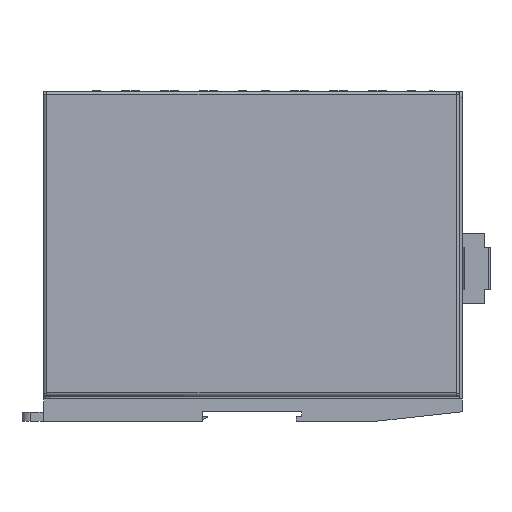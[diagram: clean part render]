
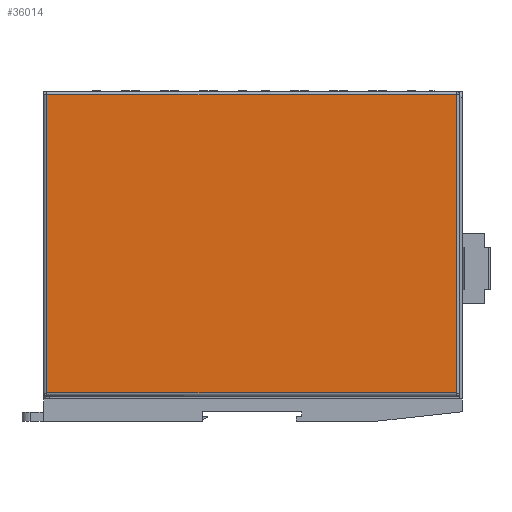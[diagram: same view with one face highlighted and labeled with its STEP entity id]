
A CAD part, front view. The second image highlights one B-rep face of the part: STEP entity #36014.
In plain terms, the highlighted planar face has unit normal (0, -1, 0).
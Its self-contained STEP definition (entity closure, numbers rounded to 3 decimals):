
#392 = CARTESIAN_POINT ( 'NONE',  ( -73.898, -10., -106.9 ) ) ;
#559 = CARTESIAN_POINT ( 'NONE',  ( -75., -10., 1. ) ) ;
#908 = ORIENTED_EDGE ( 'NONE', *, *, #6516, .T. ) ;
#1100 = EDGE_CURVE ( 'NONE', #5310, #16386, #16022, .T. ) ;
#1941 = VERTEX_POINT ( 'NONE', #9536 ) ;
#2366 = LINE ( 'NONE', #34954, #3469 ) ;
#2787 = VERTEX_POINT ( 'NONE', #28105 ) ;
#3084 = ORIENTED_EDGE ( 'NONE', *, *, #27400, .T. ) ;
#3089 = VECTOR ( 'NONE', #27597, 1000. ) ;
#3388 = DIRECTION ( 'NONE',  ( 1., 0., 0. ) ) ;
#3469 = VECTOR ( 'NONE', #15309, 1000. ) ;
#3642 = LINE ( 'NONE', #392, #28904 ) ;
#3703 = EDGE_CURVE ( 'NONE', #30104, #2787, #2366, .T. ) ;
#3849 = CARTESIAN_POINT ( 'NONE',  ( 72.9, -10., -0.1 ) ) ;
#4866 = VECTOR ( 'NONE', #24114, 1000. ) ;
#5310 = VERTEX_POINT ( 'NONE', #8457 ) ;
#5640 = AXIS2_PLACEMENT_3D ( 'NONE', #559, #17240, #20871 ) ;
#6419 = ORIENTED_EDGE ( 'NONE', *, *, #33553, .T. ) ;
#6516 = EDGE_CURVE ( 'NONE', #28486, #30104, #3642, .T. ) ;
#6597 = CARTESIAN_POINT ( 'NONE',  ( 72.898, -10., -106.9 ) ) ;
#7823 = ORIENTED_EDGE ( 'NONE', *, *, #27313, .F. ) ;
#8457 = CARTESIAN_POINT ( 'NONE',  ( 72.9, -10., -0.102 ) ) ;
#8844 = LINE ( 'NONE', #10984, #21688 ) ;
#9536 = CARTESIAN_POINT ( 'NONE',  ( -73.9, -10., -106.9 ) ) ;
#10344 = VECTOR ( 'NONE', #29131, 1000. ) ;
#10685 = EDGE_CURVE ( 'NONE', #1941, #28486, #30615, .T. ) ;
#10984 = CARTESIAN_POINT ( 'NONE',  ( -75., -10., -0.1 ) ) ;
#12151 = ORIENTED_EDGE ( 'NONE', *, *, #10685, .T. ) ;
#13131 = CARTESIAN_POINT ( 'NONE',  ( 72.9, -10., -0.102 ) ) ;
#15309 = DIRECTION ( 'NONE',  ( 1., 0., 0. ) ) ;
#16022 = LINE ( 'NONE', #13131, #3089 ) ;
#16386 = VERTEX_POINT ( 'NONE', #3849 ) ;
#17240 = DIRECTION ( 'NONE',  ( 0., -1., 0. ) ) ;
#20871 = DIRECTION ( 'NONE',  ( 0., 0., -1. ) ) ;
#21007 = VECTOR ( 'NONE', #37321, 1000. ) ;
#21627 = LINE ( 'NONE', #34187, #21007 ) ;
#21688 = VECTOR ( 'NONE', #31840, 1000. ) ;
#24081 = ORIENTED_EDGE ( 'NONE', *, *, #3703, .T. ) ;
#24114 = DIRECTION ( 'NONE',  ( 1., 0., 0. ) ) ;
#27149 = CARTESIAN_POINT ( 'NONE',  ( -73.898, -10., -106.9 ) ) ;
#27313 = EDGE_CURVE ( 'NONE', #28743, #16386, #8844, .T. ) ;
#27400 = EDGE_CURVE ( 'NONE', #28743, #1941, #21627, .T. ) ;
#27597 = DIRECTION ( 'NONE',  ( 0., 0., 1. ) ) ;
#28105 = CARTESIAN_POINT ( 'NONE',  ( 72.9, -10., -106.9 ) ) ;
#28486 = VERTEX_POINT ( 'NONE', #27149 ) ;
#28743 = VERTEX_POINT ( 'NONE', #31844 ) ;
#28904 = VECTOR ( 'NONE', #3388, 1000. ) ;
#29131 = DIRECTION ( 'NONE',  ( 0., 0., 1. ) ) ;
#29220 = PLANE ( 'NONE',  #5640 ) ;
#30104 = VERTEX_POINT ( 'NONE', #37645 ) ;
#30615 = LINE ( 'NONE', #6597, #4866 ) ;
#31255 = EDGE_LOOP ( 'NONE', ( #3084, #12151, #908, #24081, #6419, #37489, #7823 ) ) ;
#31840 = DIRECTION ( 'NONE',  ( 1., 0., 0. ) ) ;
#31844 = CARTESIAN_POINT ( 'NONE',  ( -73.9, -10., -0.1 ) ) ;
#33553 = EDGE_CURVE ( 'NONE', #2787, #5310, #35040, .T. ) ;
#34187 = CARTESIAN_POINT ( 'NONE',  ( -73.9, -10., -0.1 ) ) ;
#34954 = CARTESIAN_POINT ( 'NONE',  ( 72.898, -10., -106.9 ) ) ;
#35040 = LINE ( 'NONE', #37002, #10344 ) ;
#35542 = FACE_OUTER_BOUND ( 'NONE', #31255, .T. ) ;
#36014 = ADVANCED_FACE ( 'NONE', ( #35542 ), #29220, .T. ) ;
#37002 = CARTESIAN_POINT ( 'NONE',  ( 72.9, -10., -0.102 ) ) ;
#37321 = DIRECTION ( 'NONE',  ( 0., 0., -1. ) ) ;
#37489 = ORIENTED_EDGE ( 'NONE', *, *, #1100, .T. ) ;
#37645 = CARTESIAN_POINT ( 'NONE',  ( 72.898, -10., -106.9 ) ) ;
